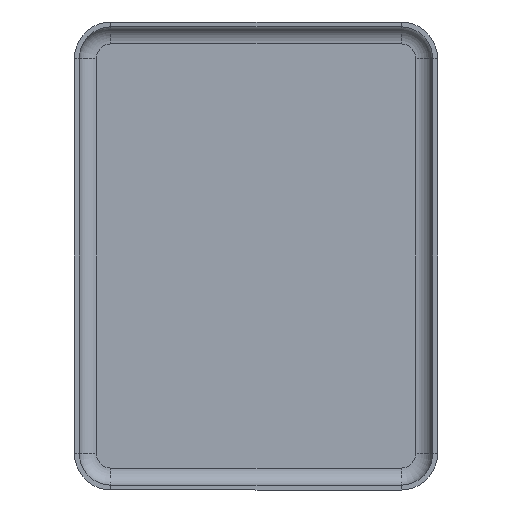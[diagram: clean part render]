
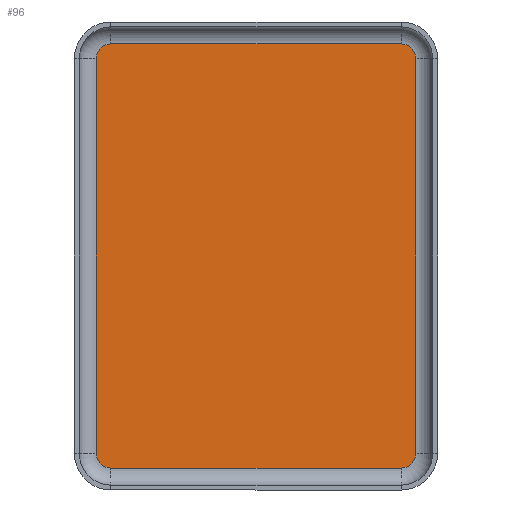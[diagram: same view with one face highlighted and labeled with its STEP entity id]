
A CAD part, front view. The second image highlights one B-rep face of the part: STEP entity #96.
In plain terms, the highlighted planar face has unit normal (0, -1, 0).
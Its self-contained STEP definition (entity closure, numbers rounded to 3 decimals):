
#12 = DIRECTION ( 'NONE',  ( 1., 0., 0. ) ) ;
#61 = VERTEX_POINT ( 'NONE', #221 ) ;
#63 = ORIENTED_EDGE ( 'NONE', *, *, #108, .F. ) ;
#96 = ADVANCED_FACE ( 'NONE', ( #213 ), #486, .T. ) ;
#108 = EDGE_CURVE ( 'NONE', #444, #1115, #145, .T. ) ;
#145 = CIRCLE ( 'NONE', #308, 0.6 ) ;
#149 = LINE ( 'NONE', #517, #408 ) ;
#165 = VERTEX_POINT ( 'NONE', #708 ) ;
#174 = EDGE_CURVE ( 'NONE', #165, #728, #541, .T. ) ;
#188 = LINE ( 'NONE', #550, #246 ) ;
#189 = EDGE_CURVE ( 'NONE', #259, #444, #547, .T. ) ;
#205 = CARTESIAN_POINT ( 'NONE',  ( 5.95, -0.2, -8.7 ) ) ;
#212 = CARTESIAN_POINT ( 'NONE',  ( 6.55, -0.2, 8.1 ) ) ;
#213 = FACE_OUTER_BOUND ( 'NONE', #1062, .T. ) ;
#217 = AXIS2_PLACEMENT_3D ( 'NONE', #1053, #784, #581 ) ;
#221 = CARTESIAN_POINT ( 'NONE',  ( 5.95, -0.2, -8.7 ) ) ;
#231 = CARTESIAN_POINT ( 'NONE',  ( 5.95, -0.2, 8.1 ) ) ;
#242 = ORIENTED_EDGE ( 'NONE', *, *, #1000, .F. ) ;
#246 = VECTOR ( 'NONE', #12, 1000. ) ;
#259 = VERTEX_POINT ( 'NONE', #758 ) ;
#264 = DIRECTION ( 'NONE',  ( 0., 1., 0. ) ) ;
#278 = ORIENTED_EDGE ( 'NONE', *, *, #985, .F. ) ;
#308 = AXIS2_PLACEMENT_3D ( 'NONE', #618, #1159, #437 ) ;
#351 = CIRCLE ( 'NONE', #969, 0.6 ) ;
#394 = DIRECTION ( 'NONE',  ( 0., -1., 0. ) ) ;
#408 = VECTOR ( 'NONE', #771, 1000. ) ;
#431 = CARTESIAN_POINT ( 'NONE',  ( 5.95, -0.2, -8.1 ) ) ;
#437 = DIRECTION ( 'NONE',  ( 0., 0., 1. ) ) ;
#444 = VERTEX_POINT ( 'NONE', #1059 ) ;
#450 = CARTESIAN_POINT ( 'NONE',  ( 5.95, -0.2, 8.1 ) ) ;
#455 = EDGE_CURVE ( 'NONE', #464, #259, #574, .T. ) ;
#457 = CARTESIAN_POINT ( 'NONE',  ( -6.55, -0.2, -8.1 ) ) ;
#464 = VERTEX_POINT ( 'NONE', #873 ) ;
#486 = PLANE ( 'NONE',  #675 ) ;
#517 = CARTESIAN_POINT ( 'NONE',  ( 6.55, -0.2, 8.1 ) ) ;
#541 = CIRCLE ( 'NONE', #1076, 0.6 ) ;
#547 = LINE ( 'NONE', #457, #857 ) ;
#550 = CARTESIAN_POINT ( 'NONE',  ( -5.95, -0.2, 8.7 ) ) ;
#574 = CIRCLE ( 'NONE', #217, 0.6 ) ;
#581 = DIRECTION ( 'NONE',  ( 0., 0., 1. ) ) ;
#618 = CARTESIAN_POINT ( 'NONE',  ( -5.95, -0.2, 8.1 ) ) ;
#636 = DIRECTION ( 'NONE',  ( 0., 1., 0. ) ) ;
#639 = CARTESIAN_POINT ( 'NONE',  ( -5.95, -0.2, 8.7 ) ) ;
#675 = AXIS2_PLACEMENT_3D ( 'NONE', #231, #394, #955 ) ;
#702 = VECTOR ( 'NONE', #922, 1000. ) ;
#708 = CARTESIAN_POINT ( 'NONE',  ( 5.95, -0.2, 8.7 ) ) ;
#728 = VERTEX_POINT ( 'NONE', #212 ) ;
#758 = CARTESIAN_POINT ( 'NONE',  ( -6.55, -0.2, -8.1 ) ) ;
#771 = DIRECTION ( 'NONE',  ( 0., 0., -1. ) ) ;
#782 = EDGE_CURVE ( 'NONE', #61, #464, #1111, .T. ) ;
#784 = DIRECTION ( 'NONE',  ( 0., 1., 0. ) ) ;
#808 = ORIENTED_EDGE ( 'NONE', *, *, #455, .F. ) ;
#813 = DIRECTION ( 'NONE',  ( 0., 0., 1. ) ) ;
#845 = EDGE_CURVE ( 'NONE', #1115, #165, #188, .T. ) ;
#857 = VECTOR ( 'NONE', #998, 1000. ) ;
#871 = VERTEX_POINT ( 'NONE', #1136 ) ;
#873 = CARTESIAN_POINT ( 'NONE',  ( -5.95, -0.2, -8.7 ) ) ;
#922 = DIRECTION ( 'NONE',  ( -1., 0., 0. ) ) ;
#955 = DIRECTION ( 'NONE',  ( 0., 0., -1. ) ) ;
#969 = AXIS2_PLACEMENT_3D ( 'NONE', #431, #264, #813 ) ;
#985 = EDGE_CURVE ( 'NONE', #728, #871, #149, .T. ) ;
#998 = DIRECTION ( 'NONE',  ( 0., 0., 1. ) ) ;
#1000 = EDGE_CURVE ( 'NONE', #871, #61, #351, .T. ) ;
#1003 = ORIENTED_EDGE ( 'NONE', *, *, #782, .F. ) ;
#1034 = ORIENTED_EDGE ( 'NONE', *, *, #845, .F. ) ;
#1043 = ORIENTED_EDGE ( 'NONE', *, *, #189, .F. ) ;
#1053 = CARTESIAN_POINT ( 'NONE',  ( -5.95, -0.2, -8.1 ) ) ;
#1059 = CARTESIAN_POINT ( 'NONE',  ( -6.55, -0.2, 8.1 ) ) ;
#1062 = EDGE_LOOP ( 'NONE', ( #1088, #1034, #63, #1043, #808, #1003, #242, #278 ) ) ;
#1076 = AXIS2_PLACEMENT_3D ( 'NONE', #450, #636, #1082 ) ;
#1082 = DIRECTION ( 'NONE',  ( 0., 0., 1. ) ) ;
#1088 = ORIENTED_EDGE ( 'NONE', *, *, #174, .F. ) ;
#1111 = LINE ( 'NONE', #205, #702 ) ;
#1115 = VERTEX_POINT ( 'NONE', #639 ) ;
#1136 = CARTESIAN_POINT ( 'NONE',  ( 6.55, -0.2, -8.1 ) ) ;
#1159 = DIRECTION ( 'NONE',  ( 0., 1., 0. ) ) ;
